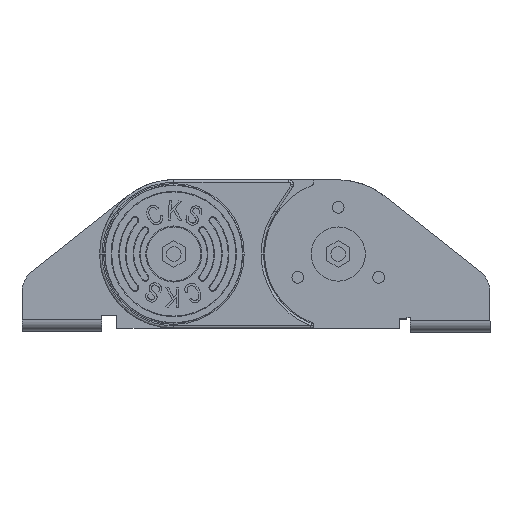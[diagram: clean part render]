
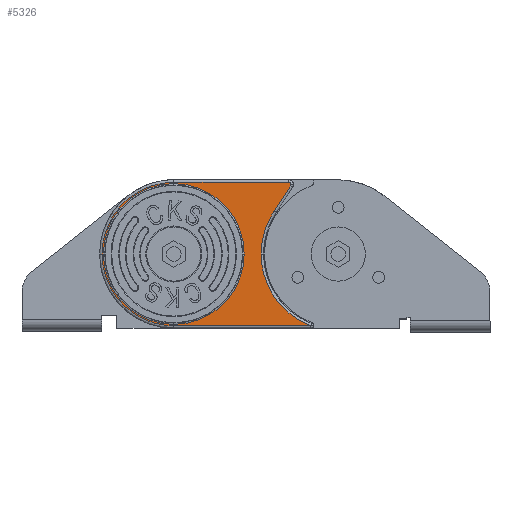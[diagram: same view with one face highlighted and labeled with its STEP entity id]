
A CAD part, top view. The second image highlights one B-rep face of the part: STEP entity #5326.
In plain terms, the highlighted planar face has unit normal (0, 0, 1).
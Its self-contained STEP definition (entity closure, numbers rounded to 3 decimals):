
#330 = ORIENTED_EDGE ( 'NONE', *, *, #29603, .T. ) ;
#711 = DIRECTION ( 'NONE',  ( -1., 0., 0. ) ) ;
#1847 = CARTESIAN_POINT ( 'NONE',  ( 32.677, -39.593, -58.955 ) ) ;
#2029 = CARTESIAN_POINT ( 'NONE',  ( -82.946, 0.097, -58.955 ) ) ;
#2283 = AXIS2_PLACEMENT_3D ( 'NONE', #43699, #47660, #711 ) ;
#3092 =( BOUNDED_CURVE ( )  B_SPLINE_CURVE ( 3, ( #9413, #17663, #21763, #2029 ),
 .UNSPECIFIED., .F., .T. ) 
 B_SPLINE_CURVE_WITH_KNOTS ( ( 4, 4 ),
 ( 0., 0.5 ),
 .UNSPECIFIED. ) 
 CURVE ( )  GEOMETRIC_REPRESENTATION_ITEM ( )  RATIONAL_B_SPLINE_CURVE ( ( 1., 0.667, 0.5, 0.5 ) ) 
 REPRESENTATION_ITEM ( '' )  );
#3242 = CIRCLE ( 'NONE', #38249, 38.94 ) ;
#3861 = CARTESIAN_POINT ( 'NONE',  ( 20.31, 39.787, -58.955 ) ) ;
#4641 = LINE ( 'NONE', #21045, #47579 ) ;
#5326 = ADVANCED_FACE ( 'NONE', ( #23493, #6275 ), #39782, .F. ) ;
#6275 = FACE_BOUND ( 'NONE', #27881, .T. ) ;
#7089 =( BOUNDED_CURVE ( )  B_SPLINE_CURVE ( 3, ( #33571, #49131, #33410, #29631 ),
 .UNSPECIFIED., .F., .T. ) 
 B_SPLINE_CURVE_WITH_KNOTS ( ( 4, 4 ),
 ( 0., 0.659 ),
 .UNSPECIFIED. ) 
 CURVE ( )  GEOMETRIC_REPRESENTATION_ITEM ( )  RATIONAL_B_SPLINE_CURVE ( ( 1., 0.831, 0.773, 0.827 ) ) 
 REPRESENTATION_ITEM ( '' )  );
#7744 = ORIENTED_EDGE ( 'NONE', *, *, #39177, .T. ) ;
#9002 =( BOUNDED_CURVE ( )  B_SPLINE_CURVE ( 3, ( #49803, #18652, #23131, #38354 ),
 .UNSPECIFIED., .F., .F. ) 
 B_SPLINE_CURVE_WITH_KNOTS ( ( 4, 4 ),
 ( 0.5, 1. ),
 .UNSPECIFIED. ) 
 CURVE ( )  GEOMETRIC_REPRESENTATION_ITEM ( )  RATIONAL_B_SPLINE_CURVE ( ( 0.5, 0.5, 0.667, 1. ) ) 
 REPRESENTATION_ITEM ( '' )  );
#9213 = EDGE_CURVE ( 'NONE', #44486, #49578, #3242, .T. ) ;
#9413 = CARTESIAN_POINT ( 'NONE',  ( -43.256, 39.787, -58.955 ) ) ;
#9656 =( BOUNDED_CURVE ( )  B_SPLINE_CURVE ( 3, ( #46004, #34086, #30645, #49777 ),
 .UNSPECIFIED., .F., .T. ) 
 B_SPLINE_CURVE_WITH_KNOTS ( ( 4, 4 ),
 ( 0., 0.287 ),
 .UNSPECIFIED. ) 
 CURVE ( )  GEOMETRIC_REPRESENTATION_ITEM ( )  RATIONAL_B_SPLINE_CURVE ( ( 1., 0.9, 0.828, 0.786 ) ) 
 REPRESENTATION_ITEM ( '' )  );
#10167 = DIRECTION ( 'NONE',  ( 0., 1., 0. ) ) ;
#12362 = EDGE_CURVE ( 'NONE', #49578, #44486, #12800, .T. ) ;
#12800 = CIRCLE ( 'NONE', #22612, 38.94 ) ;
#12910 = ORIENTED_EDGE ( 'NONE', *, *, #48340, .T. ) ;
#13682 = EDGE_LOOP ( 'NONE', ( #41735, #31853, #12910, #45580, #330, #27398, #48857, #42389, #7744 ) ) ;
#14197 = EDGE_CURVE ( 'NONE', #26577, #18818, #35956, .T. ) ;
#14272 = DIRECTION ( 'NONE',  ( 0., 0., -1. ) ) ;
#14430 = EDGE_CURVE ( 'NONE', #18818, #44415, #3092, .T. ) ;
#14880 = CARTESIAN_POINT ( 'NONE',  ( -41.872, 39.787, -58.955 ) ) ;
#15341 = CARTESIAN_POINT ( 'NONE',  ( -82.196, 0.097, -58.955 ) ) ;
#17556 = CARTESIAN_POINT ( 'NONE',  ( -43.256, 0.097, -58.955 ) ) ;
#17663 = CARTESIAN_POINT ( 'NONE',  ( -63.101, 39.787, -58.955 ) ) ;
#18519 = CARTESIAN_POINT ( 'NONE',  ( 12.472, 24.008, -58.955 ) ) ;
#18652 = CARTESIAN_POINT ( 'NONE',  ( -82.946, -26.363, -58.955 ) ) ;
#18818 = VERTEX_POINT ( 'NONE', #20370 ) ;
#19629 = CARTESIAN_POINT ( 'NONE',  ( 21.633, 39.278, -58.955 ) ) ;
#19686 = CARTESIAN_POINT ( 'NONE',  ( 21.419, 37.742, -58.955 ) ) ;
#20370 = CARTESIAN_POINT ( 'NONE',  ( -43.256, 39.787, -58.955 ) ) ;
#21045 = CARTESIAN_POINT ( 'NONE',  ( -41.872, -39.593, -58.955 ) ) ;
#21668 = VERTEX_POINT ( 'NONE', #22525 ) ;
#21763 = CARTESIAN_POINT ( 'NONE',  ( -82.946, 26.557, -58.955 ) ) ;
#22525 = CARTESIAN_POINT ( 'NONE',  ( 21.633, 38.464, -58.955 ) ) ;
#22612 = AXIS2_PLACEMENT_3D ( 'NONE', #33675, #49227, #45442 ) ;
#22995 = CARTESIAN_POINT ( 'NONE',  ( 5.074, 8.973, -58.955 ) ) ;
#23131 = CARTESIAN_POINT ( 'NONE',  ( -63.101, -39.593, -58.955 ) ) ;
#23493 = FACE_OUTER_BOUND ( 'NONE', #13682, .T. ) ;
#23802 = CARTESIAN_POINT ( 'NONE',  ( 20.31, 39.787, -58.955 ) ) ;
#24321 = VECTOR ( 'NONE', #37844, 1000. ) ;
#24348 = VECTOR ( 'NONE', #45778, 1000. ) ;
#25654 =( BOUNDED_CURVE ( )  B_SPLINE_CURVE ( 3, ( #34645, #22995, #41776, #18519 ),
 .UNSPECIFIED., .F., .T. ) 
 B_SPLINE_CURVE_WITH_KNOTS ( ( 4, 4 ),
 ( 0.659, 1. ),
 .UNSPECIFIED. ) 
 CURVE ( )  GEOMETRIC_REPRESENTATION_ITEM ( )  RATIONAL_B_SPLINE_CURVE ( ( 0.827, 0.855, 0.913, 1. ) ) 
 REPRESENTATION_ITEM ( '' )  );
#26287 = VERTEX_POINT ( 'NONE', #1847 ) ;
#26577 = VERTEX_POINT ( 'NONE', #23802 ) ;
#27381 = CARTESIAN_POINT ( 'NONE',  ( 21.046, 39.787, -58.955 ) ) ;
#27398 = ORIENTED_EDGE ( 'NONE', *, *, #49707, .T. ) ;
#27881 = EDGE_LOOP ( 'NONE', ( #34442, #38807 ) ) ;
#29603 = EDGE_CURVE ( 'NONE', #49148, #21668, #9656, .T. ) ;
#29631 = CARTESIAN_POINT ( 'NONE',  ( 5.074, 0.097, -58.955 ) ) ;
#30645 = CARTESIAN_POINT ( 'NONE',  ( 21.633, 38.196, -58.955 ) ) ;
#31853 = ORIENTED_EDGE ( 'NONE', *, *, #41466, .T. ) ;
#33410 = CARTESIAN_POINT ( 'NONE',  ( 5.074, -18.851, -58.955 ) ) ;
#33571 = CARTESIAN_POINT ( 'NONE',  ( 32.677, -39.593, -58.955 ) ) ;
#33675 = CARTESIAN_POINT ( 'NONE',  ( -43.256, 0.097, -58.955 ) ) ;
#33685 = CARTESIAN_POINT ( 'NONE',  ( -33.417, -46.437, -58.955 ) ) ;
#34086 = CARTESIAN_POINT ( 'NONE',  ( 21.554, 37.95, -58.955 ) ) ;
#34292 = VERTEX_POINT ( 'NONE', #42967 ) ;
#34442 = ORIENTED_EDGE ( 'NONE', *, *, #9213, .T. ) ;
#34645 = CARTESIAN_POINT ( 'NONE',  ( 5.074, 0.097, -58.955 ) ) ;
#35087 = CARTESIAN_POINT ( 'NONE',  ( -4.315, 0.097, -58.955 ) ) ;
#35539 = EDGE_CURVE ( 'NONE', #34292, #26287, #4641, .T. ) ;
#35573 = CARTESIAN_POINT ( 'NONE',  ( 21.633, 38.464, -58.955 ) ) ;
#35956 = LINE ( 'NONE', #14880, #24321 ) ;
#37844 = DIRECTION ( 'NONE',  ( -1., 0., 0. ) ) ;
#38249 = AXIS2_PLACEMENT_3D ( 'NONE', #17556, #14272, #10167 ) ;
#38354 = CARTESIAN_POINT ( 'NONE',  ( -43.256, -39.593, -58.955 ) ) ;
#38389 = CARTESIAN_POINT ( 'NONE',  ( 5.074, 0.097, -58.955 ) ) ;
#38807 = ORIENTED_EDGE ( 'NONE', *, *, #12362, .T. ) ;
#39177 = EDGE_CURVE ( 'NONE', #44415, #34292, #9002, .T. ) ;
#39397 = CARTESIAN_POINT ( 'NONE',  ( -82.946, 0.097, -58.955 ) ) ;
#39782 = PLANE ( 'NONE',  #2283 ) ;
#41466 = EDGE_CURVE ( 'NONE', #26287, #48325, #7089, .T. ) ;
#41735 = ORIENTED_EDGE ( 'NONE', *, *, #35539, .T. ) ;
#41776 = CARTESIAN_POINT ( 'NONE',  ( 7.776, 17.146, -58.955 ) ) ;
#41984 = EDGE_CURVE ( 'NONE', #45437, #49148, #43880, .T. ) ;
#42389 = ORIENTED_EDGE ( 'NONE', *, *, #14430, .T. ) ;
#42967 = CARTESIAN_POINT ( 'NONE',  ( -43.256, -39.593, -58.955 ) ) ;
#43699 = CARTESIAN_POINT ( 'NONE',  ( -41.872, -40.929, -58.955 ) ) ;
#43880 = LINE ( 'NONE', #33685, #24348 ) ;
#43897 = CARTESIAN_POINT ( 'NONE',  ( 12.472, 24.008, -58.955 ) ) ;
#44415 = VERTEX_POINT ( 'NONE', #39397 ) ;
#44486 = VERTEX_POINT ( 'NONE', #15341 ) ;
#45437 = VERTEX_POINT ( 'NONE', #43897 ) ;
#45442 = DIRECTION ( 'NONE',  ( 0., 1., 0. ) ) ;
#45580 = ORIENTED_EDGE ( 'NONE', *, *, #41984, .T. ) ;
#45778 = DIRECTION ( 'NONE',  ( 0.546, 0.838, 0. ) ) ;
#46004 = CARTESIAN_POINT ( 'NONE',  ( 21.419, 37.742, -58.955 ) ) ;
#47579 = VECTOR ( 'NONE', #48298, 1000. ) ;
#47660 = DIRECTION ( 'NONE',  ( 0., 0., -1. ) ) ;
#48298 = DIRECTION ( 'NONE',  ( 1., 0., 0. ) ) ;
#48325 = VERTEX_POINT ( 'NONE', #38389 ) ;
#48340 = EDGE_CURVE ( 'NONE', #48325, #45437, #25654, .T. ) ;
#48857 = ORIENTED_EDGE ( 'NONE', *, *, #14197, .T. ) ;
#49131 = CARTESIAN_POINT ( 'NONE',  ( 16.145, -33.456, -58.955 ) ) ;
#49148 = VERTEX_POINT ( 'NONE', #19686 ) ;
#49227 = DIRECTION ( 'NONE',  ( 0., 0., -1. ) ) ;
#49578 = VERTEX_POINT ( 'NONE', #35087 ) ;
#49707 = EDGE_CURVE ( 'NONE', #21668, #26577, #49774, .T. ) ;
#49774 =( BOUNDED_CURVE ( )  B_SPLINE_CURVE ( 3, ( #35573, #19629, #27381, #3861 ),
 .UNSPECIFIED., .F., .T. ) 
 B_SPLINE_CURVE_WITH_KNOTS ( ( 4, 4 ),
 ( 0.287, 1. ),
 .UNSPECIFIED. ) 
 CURVE ( )  GEOMETRIC_REPRESENTATION_ITEM ( )  RATIONAL_B_SPLINE_CURVE ( ( 0.786, 0.68, 0.751, 1. ) ) 
 REPRESENTATION_ITEM ( '' )  );
#49777 = CARTESIAN_POINT ( 'NONE',  ( 21.633, 38.464, -58.955 ) ) ;
#49803 = CARTESIAN_POINT ( 'NONE',  ( -82.946, 0.097, -58.955 ) ) ;
